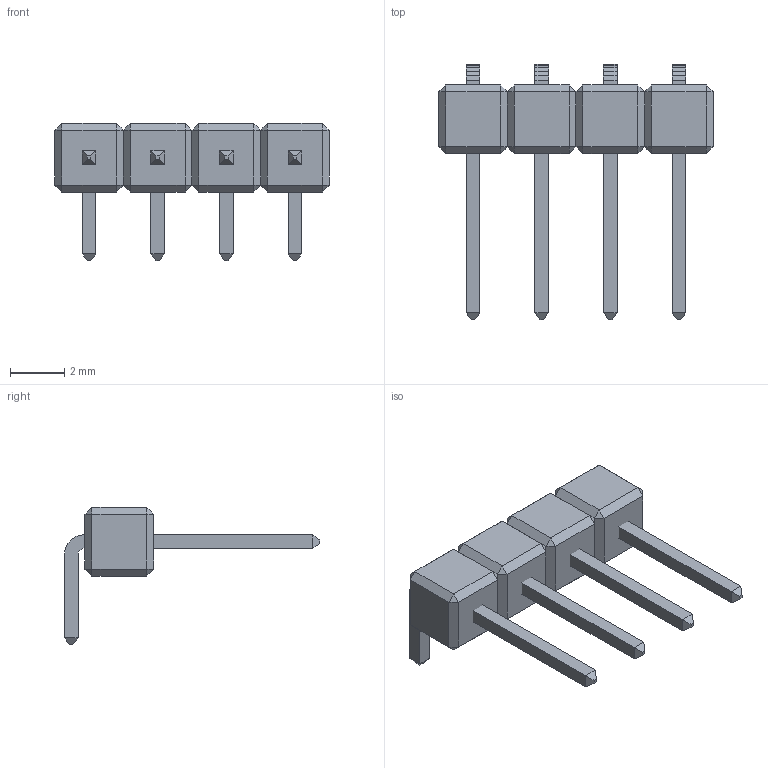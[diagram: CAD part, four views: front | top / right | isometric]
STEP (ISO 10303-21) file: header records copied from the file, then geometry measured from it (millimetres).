
FILE_DESCRIPTION(('STEP AP214'), '1');
FILE_NAME('PLS-5RD', '2023-08-15T06:55:23', (''), (''), 'ASCON STEP Converter 1.3', 'ASCON Math Kernel', '');
FILE_SCHEMA(('AUTOMOTIVE_DESIGN { 1 0 10303 214 3 1 1}'));
Length unit declared in the file: millimetre
Products named in the file (1): 1
Bounding box: 10.16 x 9.45 x 5.08 mm (x, y, z)
Volume: 12.9 mm3; surface area: 226.8 mm2
Topology: 4 solids, 12 shells, 213 faces, 488 edges, 288 vertices
Faces by surface type: plane 213
Entity records: 6652 total; most frequent: CARTESIAN_POINT 990, ORIENTED_EDGE 932, DIRECTION 916, EDGE_CURVE 488, LINE 488, VECTOR 488, VERTEX_POINT 288, AXIS2_PLACEMENT_3D 214
